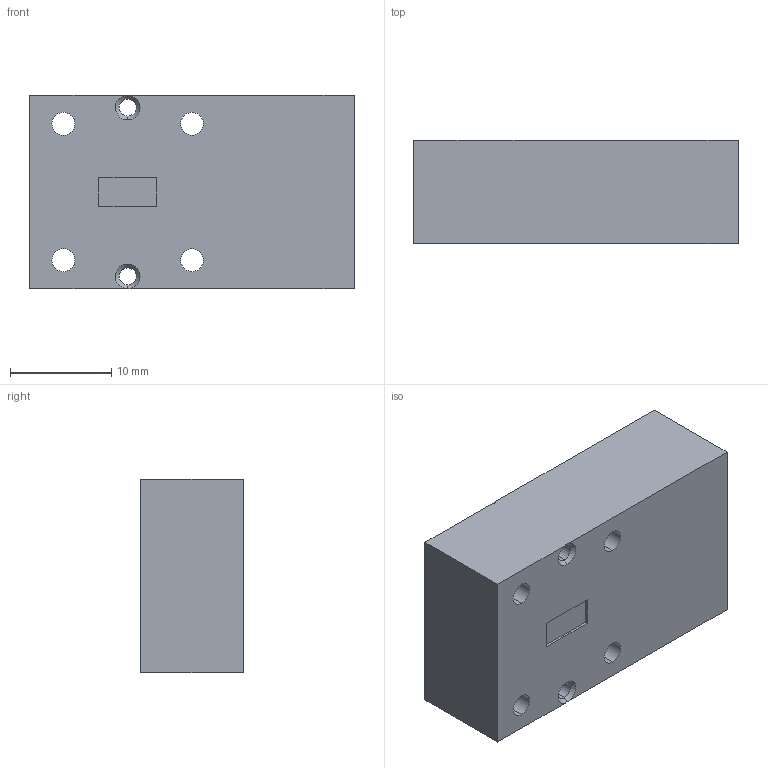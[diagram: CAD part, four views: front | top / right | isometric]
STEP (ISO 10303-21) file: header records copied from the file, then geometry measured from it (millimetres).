
FILE_DESCRIPTION (( 'STEP AP203' ), '1' );
FILE_NAME ('SNW-4334630518-22-IJ-2.STEP', '2019-10-11T22:30:42', ( '' ), ( '' ), 'SwSTEP 2.0', 'SolidWorks 2016', '' );
FILE_SCHEMA (( 'CONFIG_CONTROL_DESIGN' ));
Length unit declared in the file: inch
Products named in the file (1): SNW-4334630518-22-IJ-2
Bounding box: 32 x 10.16 x 19.05 mm (x, y, z)
Volume: 5976.4 mm3; surface area: 2616.1 mm2
Topology: 1 solids, 1 shells, 36 faces, 100 edges, 64 vertices
Faces by surface type: plane 16, cylinder 12, cone 8
Entity records: 1263 total; most frequent: CARTESIAN_POINT 225, ORIENTED_EDGE 200, DIRECTION 198, EDGE_CURVE 100, AXIS2_PLACEMENT_3D 69, VERTEX_POINT 64, VECTOR 60, LINE 60
